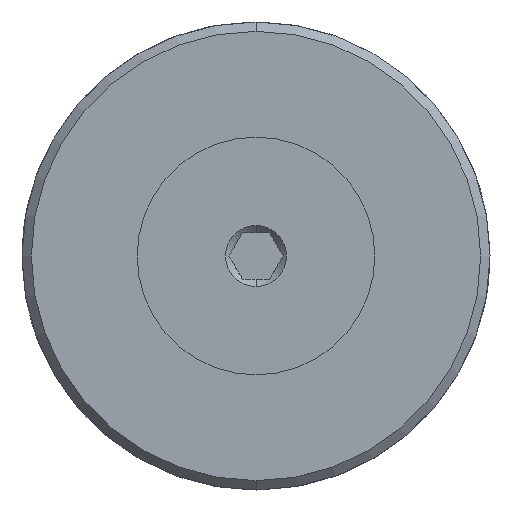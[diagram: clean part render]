
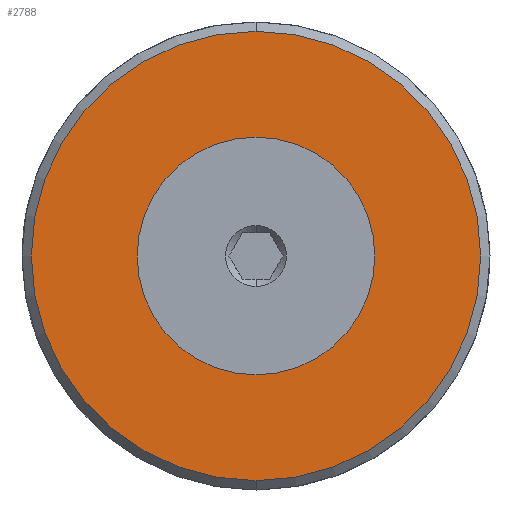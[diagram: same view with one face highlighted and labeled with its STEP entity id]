
A CAD part, front view. The second image highlights one B-rep face of the part: STEP entity #2788.
In plain terms, the highlighted planar face has unit normal (0, -1, 0).
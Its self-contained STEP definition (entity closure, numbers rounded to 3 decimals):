
#8 = VERTEX_POINT ( 'NONE', #1302 ) ;
#62 = DIRECTION ( 'NONE',  ( 0., 0., 1. ) ) ;
#220 = ORIENTED_EDGE ( 'NONE', *, *, #409, .T. ) ;
#272 = ORIENTED_EDGE ( 'NONE', *, *, #2713, .T. ) ;
#409 = EDGE_CURVE ( 'NONE', #2036, #3029, #1554, .T. ) ;
#411 = AXIS2_PLACEMENT_3D ( 'NONE', #3143, #1600, #62 ) ;
#540 = CARTESIAN_POINT ( 'NONE',  ( 0., 0., -5.25 ) ) ;
#667 = DIRECTION ( 'NONE',  ( 0., 1., 0. ) ) ;
#738 = CARTESIAN_POINT ( 'NONE',  ( 0., 0., 0. ) ) ;
#837 = CIRCLE ( 'NONE', #1850, 24. ) ;
#911 = AXIS2_PLACEMENT_3D ( 'NONE', #2487, #948, #2745 ) ;
#948 = DIRECTION ( 'NONE',  ( 0., 1., 0. ) ) ;
#961 = PLANE ( 'NONE',  #1029 ) ;
#979 = CARTESIAN_POINT ( 'NONE',  ( 0., 0., 5.25 ) ) ;
#1003 = DIRECTION ( 'NONE',  ( 0., 0., 1. ) ) ;
#1029 = AXIS2_PLACEMENT_3D ( 'NONE', #1708, #2750, #1220 ) ;
#1135 = FACE_OUTER_BOUND ( 'NONE', #1861, .T. ) ;
#1220 = DIRECTION ( 'NONE',  ( 0., 0., 1. ) ) ;
#1302 = CARTESIAN_POINT ( 'NONE',  ( 0., 0., -24. ) ) ;
#1323 = EDGE_LOOP ( 'NONE', ( #272, #220 ) ) ;
#1457 = EDGE_CURVE ( 'NONE', #8, #2484, #837, .T. ) ;
#1554 = CIRCLE ( 'NONE', #911, 5.25 ) ;
#1600 = DIRECTION ( 'NONE',  ( 0., -1., 0. ) ) ;
#1708 = CARTESIAN_POINT ( 'NONE',  ( 0., 0., 0. ) ) ;
#1850 = AXIS2_PLACEMENT_3D ( 'NONE', #738, #2540, #1003 ) ;
#1861 = EDGE_LOOP ( 'NONE', ( #2506, #2056 ) ) ;
#1966 = CIRCLE ( 'NONE', #2814, 5.25 ) ;
#2036 = VERTEX_POINT ( 'NONE', #979 ) ;
#2056 = ORIENTED_EDGE ( 'NONE', *, *, #1457, .T. ) ;
#2210 = CARTESIAN_POINT ( 'NONE',  ( 0., 0., 0. ) ) ;
#2267 = CIRCLE ( 'NONE', #411, 24. ) ;
#2296 = EDGE_CURVE ( 'NONE', #2484, #8, #2267, .T. ) ;
#2466 = DIRECTION ( 'NONE',  ( 0., 0., 1. ) ) ;
#2484 = VERTEX_POINT ( 'NONE', #2612 ) ;
#2487 = CARTESIAN_POINT ( 'NONE',  ( 0., 0., 0. ) ) ;
#2506 = ORIENTED_EDGE ( 'NONE', *, *, #2296, .T. ) ;
#2540 = DIRECTION ( 'NONE',  ( 0., -1., 0. ) ) ;
#2612 = CARTESIAN_POINT ( 'NONE',  ( 0., 0., 24. ) ) ;
#2713 = EDGE_CURVE ( 'NONE', #3029, #2036, #1966, .T. ) ;
#2745 = DIRECTION ( 'NONE',  ( 0., 0., 1. ) ) ;
#2750 = DIRECTION ( 'NONE',  ( 0., 1., 0. ) ) ;
#2788 = ADVANCED_FACE ( 'NONE', ( #3094, #1135 ), #961, .F. ) ;
#2814 = AXIS2_PLACEMENT_3D ( 'NONE', #2210, #667, #2466 ) ;
#3029 = VERTEX_POINT ( 'NONE', #540 ) ;
#3094 = FACE_BOUND ( 'NONE', #1323, .T. ) ;
#3143 = CARTESIAN_POINT ( 'NONE',  ( 0., 0., 0. ) ) ;
